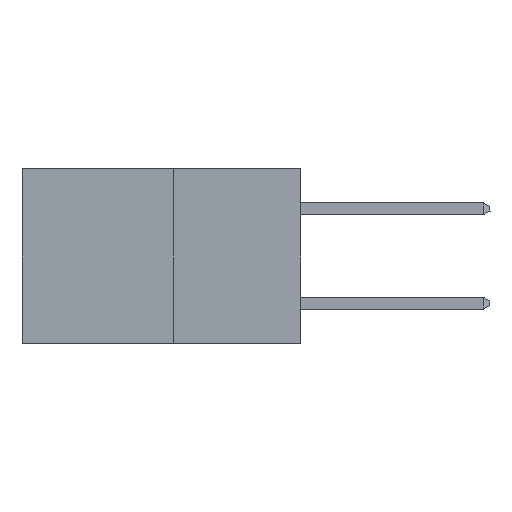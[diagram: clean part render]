
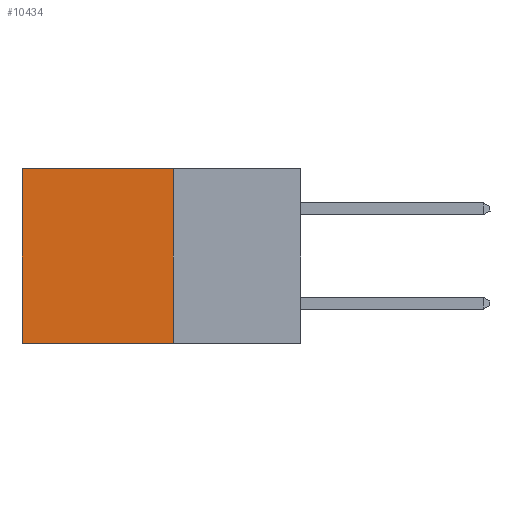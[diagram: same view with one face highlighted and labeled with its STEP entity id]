
A CAD part, left-side view. The second image highlights one B-rep face of the part: STEP entity #10434.
In plain terms, the highlighted planar face has unit normal (-1, 0, 0).
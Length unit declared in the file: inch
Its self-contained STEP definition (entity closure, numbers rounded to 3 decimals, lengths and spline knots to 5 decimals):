
#908 = VECTOR ( 'NONE', #19890, 39.37008 ) ;
#1638 = FACE_OUTER_BOUND ( 'NONE', #22260, .T. ) ;
#1656 = VERTEX_POINT ( 'NONE', #5400 ) ;
#2233 = LINE ( 'NONE', #17676, #7584 ) ;
#4613 = VERTEX_POINT ( 'NONE', #19599 ) ;
#4617 = ORIENTED_EDGE ( 'NONE', *, *, #9899, .T. ) ;
#5306 = CARTESIAN_POINT ( 'NONE',  ( 0.277, 0.27, -0.37 ) ) ;
#5400 = CARTESIAN_POINT ( 'NONE',  ( 0.277, 0.59, 0. ) ) ;
#5447 = ORIENTED_EDGE ( 'NONE', *, *, #18589, .F. ) ;
#6995 = VERTEX_POINT ( 'NONE', #14295 ) ;
#7079 = DIRECTION ( 'NONE',  ( 0., 0., -1. ) ) ;
#7187 = DIRECTION ( 'NONE',  ( 0., 0., -1. ) ) ;
#7584 = VECTOR ( 'NONE', #7187, 39.37008 ) ;
#8420 = EDGE_CURVE ( 'NONE', #1656, #4613, #15017, .T. ) ;
#9095 = AXIS2_PLACEMENT_3D ( 'NONE', #5306, #21067, #7079 ) ;
#9117 = CARTESIAN_POINT ( 'NONE',  ( 0.277, 0.27, 0. ) ) ;
#9382 = CARTESIAN_POINT ( 'NONE',  ( 0.277, 0.27, -0.37 ) ) ;
#9490 = LINE ( 'NONE', #9117, #18263 ) ;
#9797 = EDGE_CURVE ( 'NONE', #6995, #17834, #2233, .T. ) ;
#9876 = LINE ( 'NONE', #18086, #908 ) ;
#9899 = EDGE_CURVE ( 'NONE', #6995, #1656, #9490, .T. ) ;
#10377 = VECTOR ( 'NONE', #17805, 39.37008 ) ;
#10434 = ADVANCED_FACE ( 'NONE', ( #1638 ), #15782, .F. ) ;
#14295 = CARTESIAN_POINT ( 'NONE',  ( 0.277, 0.27, 0. ) ) ;
#15017 = LINE ( 'NONE', #18442, #10377 ) ;
#15782 = PLANE ( 'NONE',  #9095 ) ;
#16688 = ORIENTED_EDGE ( 'NONE', *, *, #8420, .T. ) ;
#17676 = CARTESIAN_POINT ( 'NONE',  ( 0.277, 0.27, -0.37 ) ) ;
#17805 = DIRECTION ( 'NONE',  ( 0., 0., -1. ) ) ;
#17834 = VERTEX_POINT ( 'NONE', #9382 ) ;
#17903 = DIRECTION ( 'NONE',  ( 0., 1., 0. ) ) ;
#18086 = CARTESIAN_POINT ( 'NONE',  ( 0.277, 0.27, -0.37 ) ) ;
#18263 = VECTOR ( 'NONE', #17903, 39.37008 ) ;
#18442 = CARTESIAN_POINT ( 'NONE',  ( 0.277, 0.59, -0.37 ) ) ;
#18589 = EDGE_CURVE ( 'NONE', #17834, #4613, #9876, .T. ) ;
#19599 = CARTESIAN_POINT ( 'NONE',  ( 0.277, 0.59, -0.37 ) ) ;
#19890 = DIRECTION ( 'NONE',  ( 0., 1., 0. ) ) ;
#20587 = ORIENTED_EDGE ( 'NONE', *, *, #9797, .F. ) ;
#21067 = DIRECTION ( 'NONE',  ( 1., 0., 0. ) ) ;
#22260 = EDGE_LOOP ( 'NONE', ( #16688, #5447, #20587, #4617 ) ) ;
